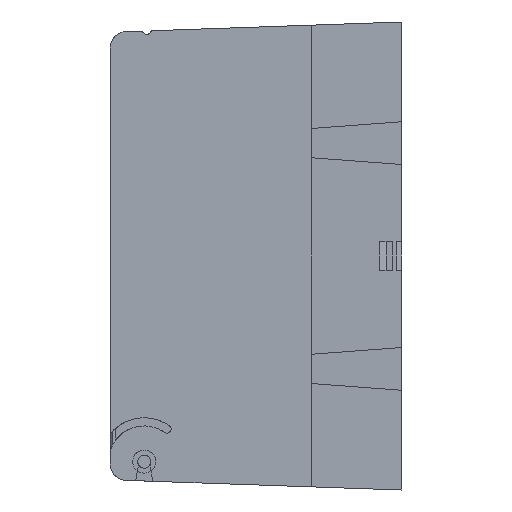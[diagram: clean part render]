
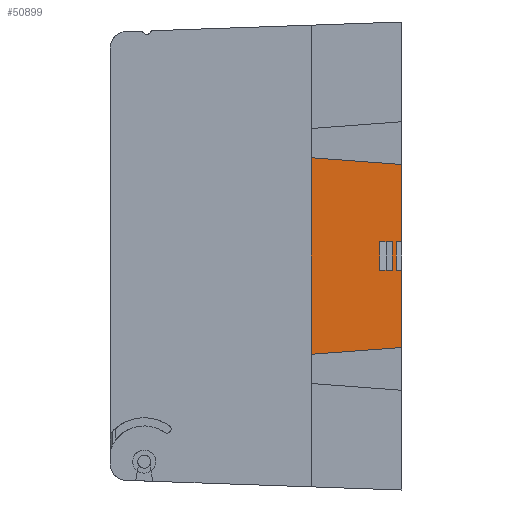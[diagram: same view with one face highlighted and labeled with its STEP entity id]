
A CAD part, left-side view. The second image highlights one B-rep face of the part: STEP entity #50899.
In plain terms, the highlighted planar face has unit normal (-1, 0, 0).
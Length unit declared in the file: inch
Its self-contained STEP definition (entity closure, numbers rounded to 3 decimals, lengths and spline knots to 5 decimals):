
#992 = EDGE_CURVE ( 'NONE', #64892, #108778, #18251, .T. ) ;
#1053 = ORIENTED_EDGE ( 'NONE', *, *, #32045, .F. ) ;
#1639 = LINE ( 'NONE', #3906, #113199 ) ;
#3774 = VECTOR ( 'NONE', #11634, 39.37008 ) ;
#3906 = CARTESIAN_POINT ( 'NONE',  ( -3.945, 1.1, 6.44233 ) ) ;
#4389 = DIRECTION ( 'NONE',  ( 0., -1., 0. ) ) ;
#5439 = VERTEX_POINT ( 'NONE', #54516 ) ;
#6136 = CARTESIAN_POINT ( 'NONE',  ( -3.945, 0., -0.175 ) ) ;
#6235 = CARTESIAN_POINT ( 'NONE',  ( -3.945, 0.115, -0.175 ) ) ;
#6937 = CARTESIAN_POINT ( 'NONE',  ( -3.945, 0., 0.175 ) ) ;
#8240 = CARTESIAN_POINT ( 'NONE',  ( -3.945, 0.115, -0.175 ) ) ;
#8854 = CARTESIAN_POINT ( 'NONE',  ( -3.945, 0., 1.115 ) ) ;
#9164 = CARTESIAN_POINT ( 'NONE',  ( -3.945, 0., 6.44233 ) ) ;
#9446 = LINE ( 'NONE', #50396, #100482 ) ;
#9665 = VERTEX_POINT ( 'NONE', #11648 ) ;
#10385 = CARTESIAN_POINT ( 'NONE',  ( -3.945, 0.115, -0.175 ) ) ;
#11634 = DIRECTION ( 'NONE',  ( 0., -1., 0. ) ) ;
#11648 = CARTESIAN_POINT ( 'NONE',  ( -3.945, 0., -1.115 ) ) ;
#12200 = DIRECTION ( 'NONE',  ( 0., 0., -1. ) ) ;
#13618 = CARTESIAN_POINT ( 'NONE',  ( -3.945, 0.26794, 0.175 ) ) ;
#13815 = EDGE_CURVE ( 'NONE', #35785, #53683, #97543, .T. ) ;
#14257 = DIRECTION ( 'NONE',  ( 0., 0., 1. ) ) ;
#15234 = DIRECTION ( 'NONE',  ( 0., 0., 1. ) ) ;
#16766 = CARTESIAN_POINT ( 'NONE',  ( -3.945, 0.26794, -0.175 ) ) ;
#18017 = DIRECTION ( 'NONE',  ( 0., 0., -1. ) ) ;
#18251 = LINE ( 'NONE', #57331, #85857 ) ;
#19301 = EDGE_CURVE ( 'NONE', #71931, #35785, #71405, .T. ) ;
#19405 = VERTEX_POINT ( 'NONE', #6136 ) ;
#21335 = LINE ( 'NONE', #65110, #42034 ) ;
#23998 = EDGE_CURVE ( 'NONE', #41465, #19405, #76811, .T. ) ;
#25406 = CARTESIAN_POINT ( 'NONE',  ( -3.945, 1.1, 1.19653 ) ) ;
#25812 = VECTOR ( 'NONE', #61550, 39.37008 ) ;
#26784 = EDGE_CURVE ( 'NONE', #70352, #66202, #1639, .T. ) ;
#27375 = CARTESIAN_POINT ( 'NONE',  ( -3.945, 1.1, -1.19653 ) ) ;
#28817 = EDGE_LOOP ( 'NONE', ( #113400, #111880, #110267, #91241 ) ) ;
#32045 = EDGE_CURVE ( 'NONE', #5439, #108778, #73123, .T. ) ;
#32456 = VECTOR ( 'NONE', #88317, 39.37008 ) ;
#33025 = DIRECTION ( 'NONE',  ( 0., 0., 1. ) ) ;
#35785 = VERTEX_POINT ( 'NONE', #13618 ) ;
#36388 = FACE_OUTER_BOUND ( 'NONE', #111324, .T. ) ;
#37210 = VERTEX_POINT ( 'NONE', #10385 ) ;
#38364 = DIRECTION ( 'NONE',  ( 0., 0., -1. ) ) ;
#41465 = VERTEX_POINT ( 'NONE', #83053 ) ;
#42032 = DIRECTION ( 'NONE',  ( 0., 0., -1. ) ) ;
#42034 = VECTOR ( 'NONE', #12200, 39.37008 ) ;
#46843 = VECTOR ( 'NONE', #42032, 39.37008 ) ;
#47895 = ORIENTED_EDGE ( 'NONE', *, *, #992, .T. ) ;
#47948 = VECTOR ( 'NONE', #14257, 39.37008 ) ;
#48933 = VECTOR ( 'NONE', #53017, 39.37008 ) ;
#49430 = CARTESIAN_POINT ( 'NONE',  ( -3.945, 0.26794, -0.175 ) ) ;
#50153 = CARTESIAN_POINT ( 'NONE',  ( -3.945, 0., -0.175 ) ) ;
#50396 = CARTESIAN_POINT ( 'NONE',  ( -3.945, 0.065, -0.175 ) ) ;
#50899 = ADVANCED_FACE ( 'NONE', ( #36388, #83253 ), #70158, .F. ) ;
#53017 = DIRECTION ( 'NONE',  ( 0., -0.997, 0.074 ) ) ;
#53683 = VERTEX_POINT ( 'NONE', #64960 ) ;
#54516 = CARTESIAN_POINT ( 'NONE',  ( -3.945, 0., 1.115 ) ) ;
#55473 = LINE ( 'NONE', #6235, #88457 ) ;
#56098 = ORIENTED_EDGE ( 'NONE', *, *, #95397, .F. ) ;
#57331 = CARTESIAN_POINT ( 'NONE',  ( -3.945, 0., 0.175 ) ) ;
#59370 = CARTESIAN_POINT ( 'NONE',  ( -3.945, 0.065, 0.175 ) ) ;
#61550 = DIRECTION ( 'NONE',  ( 0., -1., 0. ) ) ;
#63541 = ORIENTED_EDGE ( 'NONE', *, *, #26784, .T. ) ;
#63992 = EDGE_CURVE ( 'NONE', #41465, #64892, #9446, .T. ) ;
#64598 = CARTESIAN_POINT ( 'NONE',  ( -3.945, 0.115, 0.175 ) ) ;
#64892 = VERTEX_POINT ( 'NONE', #59370 ) ;
#64960 = CARTESIAN_POINT ( 'NONE',  ( -3.945, 0.115, 0.175 ) ) ;
#65110 = CARTESIAN_POINT ( 'NONE',  ( -3.945, 0., 6.44233 ) ) ;
#66202 = VERTEX_POINT ( 'NONE', #27375 ) ;
#66641 = EDGE_CURVE ( 'NONE', #71931, #37210, #78236, .T. ) ;
#68289 = EDGE_CURVE ( 'NONE', #19405, #9665, #21335, .T. ) ;
#70158 = PLANE ( 'NONE',  #71092 ) ;
#70352 = VERTEX_POINT ( 'NONE', #25406 ) ;
#70919 = DIRECTION ( 'NONE',  ( 1., 0., 0. ) ) ;
#71092 = AXIS2_PLACEMENT_3D ( 'NONE', #9164, #70919, #18017 ) ;
#71405 = LINE ( 'NONE', #49430, #47948 ) ;
#71522 = CARTESIAN_POINT ( 'NONE',  ( -3.945, -0.55706, -1.07371 ) ) ;
#71931 = VERTEX_POINT ( 'NONE', #16766 ) ;
#72237 = ORIENTED_EDGE ( 'NONE', *, *, #111468, .T. ) ;
#73123 = LINE ( 'NONE', #103590, #46843 ) ;
#75162 = LINE ( 'NONE', #71522, #48933 ) ;
#76811 = LINE ( 'NONE', #50153, #100197 ) ;
#78236 = LINE ( 'NONE', #8240, #25812 ) ;
#83053 = CARTESIAN_POINT ( 'NONE',  ( -3.945, 0.065, -0.175 ) ) ;
#83253 = FACE_BOUND ( 'NONE', #28817, .T. ) ;
#85857 = VECTOR ( 'NONE', #4389, 39.37008 ) ;
#88317 = DIRECTION ( 'NONE',  ( 0., -0.997, -0.074 ) ) ;
#88457 = VECTOR ( 'NONE', #33025, 39.37008 ) ;
#89068 = ORIENTED_EDGE ( 'NONE', *, *, #68289, .F. ) ;
#89169 = EDGE_CURVE ( 'NONE', #37210, #53683, #55473, .T. ) ;
#91241 = ORIENTED_EDGE ( 'NONE', *, *, #89169, .F. ) ;
#95397 = EDGE_CURVE ( 'NONE', #70352, #5439, #105373, .T. ) ;
#97543 = LINE ( 'NONE', #64598, #3774 ) ;
#100197 = VECTOR ( 'NONE', #102855, 39.37008 ) ;
#100482 = VECTOR ( 'NONE', #15234, 39.37008 ) ;
#102855 = DIRECTION ( 'NONE',  ( 0., -1., 0. ) ) ;
#103590 = CARTESIAN_POINT ( 'NONE',  ( -3.945, 0., 6.44233 ) ) ;
#105373 = LINE ( 'NONE', #8854, #32456 ) ;
#107341 = ORIENTED_EDGE ( 'NONE', *, *, #63992, .T. ) ;
#108219 = ORIENTED_EDGE ( 'NONE', *, *, #23998, .F. ) ;
#108778 = VERTEX_POINT ( 'NONE', #6937 ) ;
#110267 = ORIENTED_EDGE ( 'NONE', *, *, #13815, .T. ) ;
#111324 = EDGE_LOOP ( 'NONE', ( #89068, #108219, #107341, #47895, #1053, #56098, #63541, #72237 ) ) ;
#111468 = EDGE_CURVE ( 'NONE', #66202, #9665, #75162, .T. ) ;
#111880 = ORIENTED_EDGE ( 'NONE', *, *, #19301, .T. ) ;
#113199 = VECTOR ( 'NONE', #38364, 39.37008 ) ;
#113400 = ORIENTED_EDGE ( 'NONE', *, *, #66641, .F. ) ;
